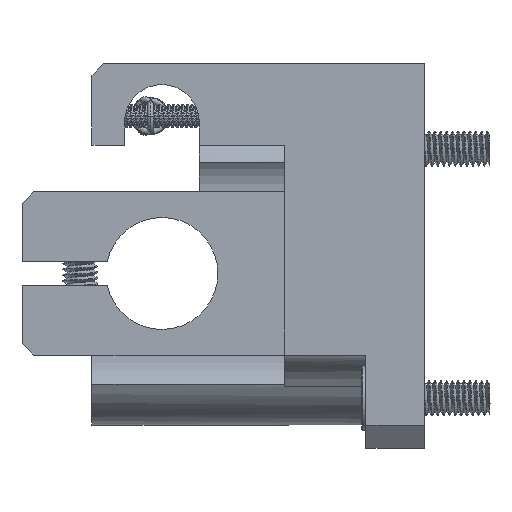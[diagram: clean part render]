
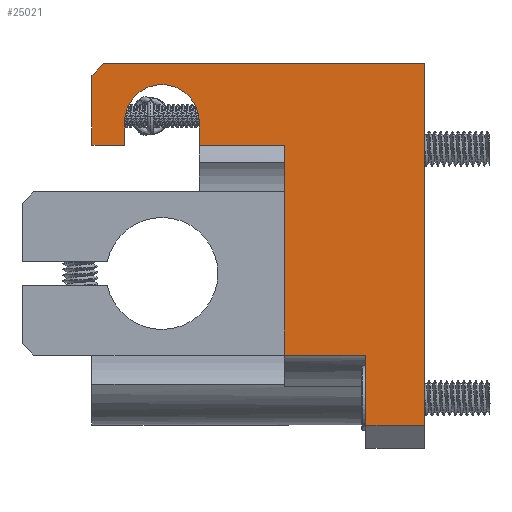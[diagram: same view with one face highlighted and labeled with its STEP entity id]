
A CAD part, left-side view. The second image highlights one B-rep face of the part: STEP entity #25021.
In plain terms, the highlighted planar face has unit normal (-1, 0, 0).
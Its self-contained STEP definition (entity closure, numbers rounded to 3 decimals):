
#24820 = VERTEX_POINT ( 'NONE', #31220 ) ;
#24822 = EDGE_CURVE ( 'NONE', #24820, #24823, #31219, .T. ) ;
#24823 = VERTEX_POINT ( 'NONE', #31214 ) ;
#24865 = ORIENTED_EDGE ( 'NONE', *, *, #25091, .F. ) ;
#24866 = ORIENTED_EDGE ( 'NONE', *, *, #24867, .T. ) ;
#24867 = EDGE_CURVE ( 'NONE', #25043, #25026, #31498, .T. ) ;
#24891 = ORIENTED_EDGE ( 'NONE', *, *, #24892, .F. ) ;
#24892 = EDGE_CURVE ( 'NONE', #24893, #25092, #31350, .T. ) ;
#24893 = VERTEX_POINT ( 'NONE', #31346 ) ;
#24894 = ORIENTED_EDGE ( 'NONE', *, *, #24895, .T. ) ;
#24895 = EDGE_CURVE ( 'NONE', #24893, #25043, #31345, .T. ) ;
#24968 = EDGE_CURVE ( 'NONE', #25034, #25032, #31633, .T. ) ;
#24969 = ORIENTED_EDGE ( 'NONE', *, *, #24970, .F. ) ;
#24970 = EDGE_CURVE ( 'NONE', #24823, #25034, #31525, .T. ) ;
#24971 = ORIENTED_EDGE ( 'NONE', *, *, #24822, .F. ) ;
#24972 = ORIENTED_EDGE ( 'NONE', *, *, #24973, .F. ) ;
#24973 = EDGE_CURVE ( 'NONE', #24974, #24820, #31521, .T. ) ;
#24974 = VERTEX_POINT ( 'NONE', #31620 ) ;
#24975 = ORIENTED_EDGE ( 'NONE', *, *, #24976, .F. ) ;
#24976 = EDGE_CURVE ( 'NONE', #24977, #24974, #31619, .T. ) ;
#24977 = VERTEX_POINT ( 'NONE', #31615 ) ;
#24978 = ORIENTED_EDGE ( 'NONE', *, *, #24979, .F. ) ;
#24979 = EDGE_CURVE ( 'NONE', #25119, #24977, #31614, .T. ) ;
#25021 = ADVANCED_FACE ( 'NONE', ( #31750 ), #31776, .F. ) ;
#25022 = EDGE_LOOP ( 'NONE', ( #25023, #25027, #25030, #25033, #24969, #24971, #24972, #24975, #24978, #24865, #25048, #24891, #24894, #24866 ) ) ;
#25023 = ORIENTED_EDGE ( 'NONE', *, *, #25024, .F. ) ;
#25024 = EDGE_CURVE ( 'NONE', #25025, #25026, #31771, .T. ) ;
#25025 = VERTEX_POINT ( 'NONE', #31767 ) ;
#25026 = VERTEX_POINT ( 'NONE', #31766 ) ;
#25027 = ORIENTED_EDGE ( 'NONE', *, *, #25028, .T. ) ;
#25028 = EDGE_CURVE ( 'NONE', #25025, #25029, #31765, .T. ) ;
#25029 = VERTEX_POINT ( 'NONE', #31761 ) ;
#25030 = ORIENTED_EDGE ( 'NONE', *, *, #25031, .F. ) ;
#25031 = EDGE_CURVE ( 'NONE', #25032, #25029, #31786, .T. ) ;
#25032 = VERTEX_POINT ( 'NONE', #31782 ) ;
#25033 = ORIENTED_EDGE ( 'NONE', *, *, #24968, .F. ) ;
#25034 = VERTEX_POINT ( 'NONE', #31781 ) ;
#25043 = VERTEX_POINT ( 'NONE', #31815 ) ;
#25048 = ORIENTED_EDGE ( 'NONE', *, *, #25049, .F. ) ;
#25049 = EDGE_CURVE ( 'NONE', #25092, #25050, #31727, .T. ) ;
#25050 = VERTEX_POINT ( 'NONE', #31723 ) ;
#25091 = EDGE_CURVE ( 'NONE', #25050, #25119, #31961, .T. ) ;
#25092 = VERTEX_POINT ( 'NONE', #31957 ) ;
#25119 = VERTEX_POINT ( 'NONE', #31927 ) ;
#31214 = CARTESIAN_POINT ( 'NONE',  ( -23., 25.7, 13. ) ) ;
#31215 = DIRECTION ( 'NONE',  ( 0., 0., -1. ) ) ;
#31216 = DIRECTION ( 'NONE',  ( -1., 0., 0. ) ) ;
#31217 = CARTESIAN_POINT ( 'NONE',  ( -23., 22.5, 13. ) ) ;
#31218 = AXIS2_PLACEMENT_3D ( 'NONE', #31217, #31216, #31215 ) ;
#31219 = CIRCLE ( 'NONE', #31218, 3.2 ) ;
#31220 = CARTESIAN_POINT ( 'NONE',  ( -23., 22.5, 16.2 ) ) ;
#31342 = DIRECTION ( 'NONE',  ( 0., -1., 0. ) ) ;
#31343 = VECTOR ( 'NONE', #31342, 1000. ) ;
#31344 = CARTESIAN_POINT ( 'NONE',  ( -23., 0., -13. ) ) ;
#31345 = LINE ( 'NONE', #31344, #31343 ) ;
#31346 = CARTESIAN_POINT ( 'NONE',  ( -23., 5., -13. ) ) ;
#31347 = DIRECTION ( 'NONE',  ( 0., 0., 1. ) ) ;
#31348 = VECTOR ( 'NONE', #31347, 1000. ) ;
#31349 = CARTESIAN_POINT ( 'NONE',  ( -23., 5., -15. ) ) ;
#31350 = LINE ( 'NONE', #31349, #31348 ) ;
#31495 = DIRECTION ( 'NONE',  ( 0., 0., 1. ) ) ;
#31496 = VECTOR ( 'NONE', #31495, 1000. ) ;
#31497 = CARTESIAN_POINT ( 'NONE',  ( -23., 0., -20. ) ) ;
#31498 = LINE ( 'NONE', #31497, #31496 ) ;
#31517 = DIRECTION ( 'NONE',  ( 0., 0., -1. ) ) ;
#31518 = DIRECTION ( 'NONE',  ( -1., 0., 0. ) ) ;
#31519 = CARTESIAN_POINT ( 'NONE',  ( -23., 22.5, 13. ) ) ;
#31520 = AXIS2_PLACEMENT_3D ( 'NONE', #31519, #31518, #31517 ) ;
#31521 = CIRCLE ( 'NONE', #31520, 3.2 ) ;
#31522 = DIRECTION ( 'NONE',  ( 0., 0., -1. ) ) ;
#31523 = VECTOR ( 'NONE', #31522, 1000. ) ;
#31524 = CARTESIAN_POINT ( 'NONE',  ( -23., 25.7, 7. ) ) ;
#31525 = LINE ( 'NONE', #31524, #31523 ) ;
#31526 = DIRECTION ( 'NONE',  ( 0., 1., 0. ) ) ;
#31527 = VECTOR ( 'NONE', #31526, 1000. ) ;
#31528 = CARTESIAN_POINT ( 'NONE',  ( -23., 12., 11. ) ) ;
#31611 = DIRECTION ( 'NONE',  ( 0., 1., 0. ) ) ;
#31612 = VECTOR ( 'NONE', #31611, 1000. ) ;
#31613 = CARTESIAN_POINT ( 'NONE',  ( -23., 12., 11. ) ) ;
#31614 = LINE ( 'NONE', #31613, #31612 ) ;
#31615 = CARTESIAN_POINT ( 'NONE',  ( -23., 19.3, 11. ) ) ;
#31616 = DIRECTION ( 'NONE',  ( 0., 0., 1. ) ) ;
#31617 = VECTOR ( 'NONE', #31616, 1000. ) ;
#31618 = CARTESIAN_POINT ( 'NONE',  ( -23., 19.3, 7. ) ) ;
#31619 = LINE ( 'NONE', #31618, #31617 ) ;
#31620 = CARTESIAN_POINT ( 'NONE',  ( -23., 19.3, 13. ) ) ;
#31633 = LINE ( 'NONE', #31528, #31527 ) ;
#31723 = CARTESIAN_POINT ( 'NONE',  ( -23., 12., -7. ) ) ;
#31724 = DIRECTION ( 'NONE',  ( 0., 1., 0. ) ) ;
#31725 = VECTOR ( 'NONE', #31724, 1000. ) ;
#31726 = CARTESIAN_POINT ( 'NONE',  ( -23., 0., -7. ) ) ;
#31727 = LINE ( 'NONE', #31726, #31725 ) ;
#31750 = FACE_OUTER_BOUND ( 'NONE', #25022, .T. ) ;
#31761 = CARTESIAN_POINT ( 'NONE',  ( -23., 28.5, 17. ) ) ;
#31762 = DIRECTION ( 'NONE',  ( 0., 0.707, -0.707 ) ) ;
#31763 = VECTOR ( 'NONE', #31762, 1000. ) ;
#31764 = CARTESIAN_POINT ( 'NONE',  ( -23., 27.5, 18. ) ) ;
#31765 = LINE ( 'NONE', #31764, #31763 ) ;
#31766 = CARTESIAN_POINT ( 'NONE',  ( -23., 0., 18. ) ) ;
#31767 = CARTESIAN_POINT ( 'NONE',  ( -23., 27.5, 18. ) ) ;
#31768 = DIRECTION ( 'NONE',  ( 0., -1., 0. ) ) ;
#31769 = VECTOR ( 'NONE', #31768, 1000. ) ;
#31770 = CARTESIAN_POINT ( 'NONE',  ( -23., 28.5, 18. ) ) ;
#31771 = LINE ( 'NONE', #31770, #31769 ) ;
#31772 = DIRECTION ( 'NONE',  ( 0., 0., -1. ) ) ;
#31773 = DIRECTION ( 'NONE',  ( 1., 0., 0. ) ) ;
#31774 = CARTESIAN_POINT ( 'NONE',  ( -23., 28.5, -20. ) ) ;
#31775 = AXIS2_PLACEMENT_3D ( 'NONE', #31774, #31773, #31772 ) ;
#31776 = PLANE ( 'NONE',  #31775 ) ;
#31781 = CARTESIAN_POINT ( 'NONE',  ( -23., 25.7, 11. ) ) ;
#31782 = CARTESIAN_POINT ( 'NONE',  ( -23., 28.5, 11. ) ) ;
#31783 = DIRECTION ( 'NONE',  ( 0., 0., 1. ) ) ;
#31784 = VECTOR ( 'NONE', #31783, 1000. ) ;
#31785 = CARTESIAN_POINT ( 'NONE',  ( -23., 28.5, 7. ) ) ;
#31786 = LINE ( 'NONE', #31785, #31784 ) ;
#31815 = CARTESIAN_POINT ( 'NONE',  ( -23., 0., -13. ) ) ;
#31927 = CARTESIAN_POINT ( 'NONE',  ( -23., 12., 11. ) ) ;
#31957 = CARTESIAN_POINT ( 'NONE',  ( -23., 5., -7. ) ) ;
#31958 = DIRECTION ( 'NONE',  ( 0., 0., 1. ) ) ;
#31959 = VECTOR ( 'NONE', #31958, 1000. ) ;
#31960 = CARTESIAN_POINT ( 'NONE',  ( -23., 12., -7. ) ) ;
#31961 = LINE ( 'NONE', #31960, #31959 ) ;
